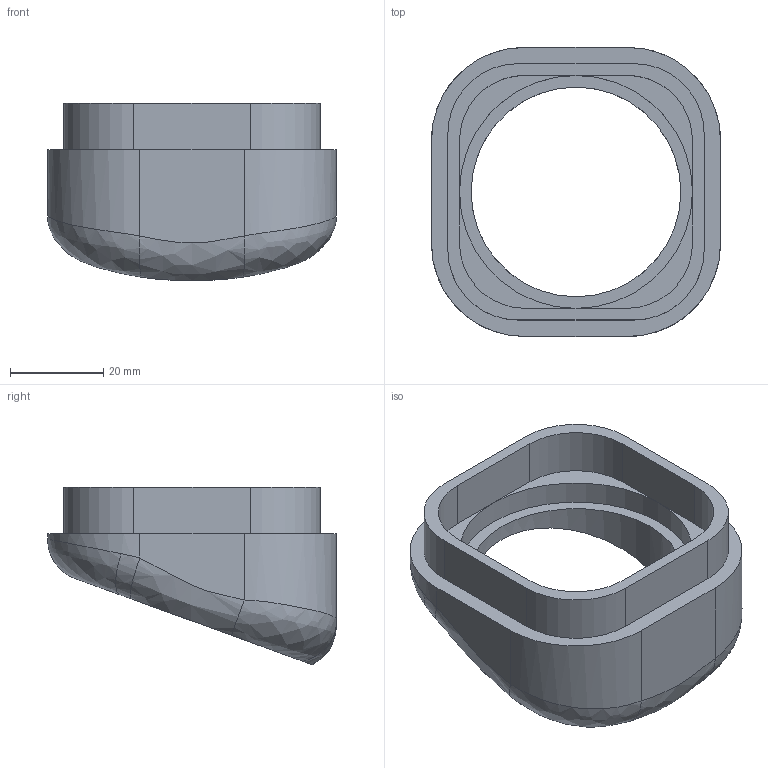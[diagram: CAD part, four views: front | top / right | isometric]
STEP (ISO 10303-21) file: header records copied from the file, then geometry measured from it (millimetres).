
FILE_DESCRIPTION(('FreeCAD Model'),'2;1');
FILE_NAME('Open CASCADE Shape Model','2025-01-21T12:42:48',(''),(''), 'Open CASCADE STEP processor 7.6','FreeCAD','Unknown');
FILE_SCHEMA(('AUTOMOTIVE_DESIGN { 1 0 10303 214 1 1 1 1 }'));
Length unit declared in the file: millimetre
Products named in the file (1): square front
Bounding box: 62 x 62 x 38.12 mm (x, y, z)
Volume: 34517.5 mm3; surface area: 13563.3 mm2
Topology: 1 solids, 1 shells, 50 faces, 120 edges, 74 vertices
Faces by surface type: plane 22, cylinder 17, bspline 11
Full cylindrical faces by diameter (mm): 45 x1, 50 x1, 55 x1
Entity records: 2116 total; most frequent: CARTESIAN_POINT 1042, ORIENTED_EDGE 240, DIRECTION 201, EDGE_CURVE 120, VERTEX_POINT 74, AXIS2_PLACEMENT_3D 73, LINE 55, VECTOR 55
